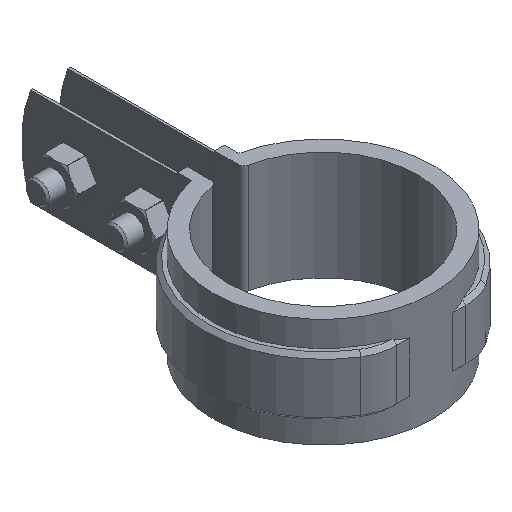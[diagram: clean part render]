
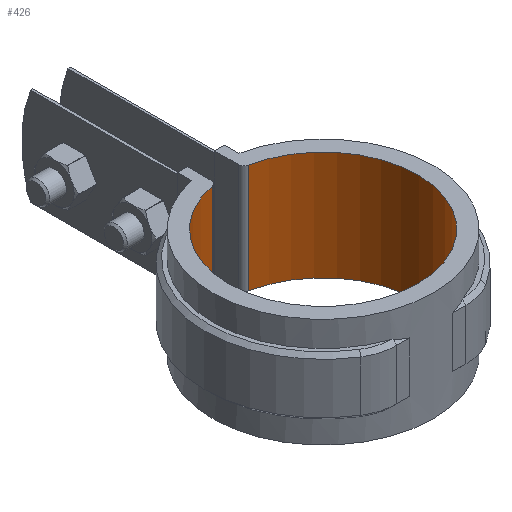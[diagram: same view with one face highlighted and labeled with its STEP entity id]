
A CAD part, isometric view. The second image highlights one B-rep face of the part: STEP entity #426.
In plain terms, the highlighted cylindrical face has radius 24.3 mm (diameter 48.6 mm), a partial arc.
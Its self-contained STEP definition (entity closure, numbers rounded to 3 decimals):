
#426 = ADVANCED_FACE( '', ( #768 ), #769, .F. );
#768 = FACE_OUTER_BOUND( '', #1831, .T. );
#769 = CYLINDRICAL_SURFACE( '', #1832, 24.3 );
#1831 = EDGE_LOOP( '', ( #4304, #4305, #4306, #4307 ) );
#1832 = AXIS2_PLACEMENT_3D( '', #4308, #4309, #4310 );
#4304 = ORIENTED_EDGE( '', *, *, #5528, .F. );
#4305 = ORIENTED_EDGE( '', *, *, #5525, .T. );
#4306 = ORIENTED_EDGE( '', *, *, #5522, .T. );
#4307 = ORIENTED_EDGE( '', *, *, #5529, .T. );
#4308 = CARTESIAN_POINT( '', ( 0., 0., -96.631 ) );
#4309 = DIRECTION( '', ( 0., 0., -1. ) );
#4310 = DIRECTION( '', ( -1., 0., 0. ) );
#5522 = EDGE_CURVE( '', #6343, #6341, #6344, .F. );
#5525 = EDGE_CURVE( '', #6348, #6343, #6349, .T. );
#5528 = EDGE_CURVE( '', #6348, #6353, #6354, .F. );
#5529 = EDGE_CURVE( '', #6341, #6353, #6355, .F. );
#6341 = VERTEX_POINT( '', #9746 );
#6343 = VERTEX_POINT( '', #9748 );
#6344 = CIRCLE( '', #9749, 24.3 );
#6348 = VERTEX_POINT( '', #9754 );
#6349 = LINE( '', #9755, #9756 );
#6353 = VERTEX_POINT( '', #9761 );
#6354 = CIRCLE( '', #9762, 24.3 );
#6355 = LINE( '', #9763, #9764 );
#9746 = CARTESIAN_POINT( '', ( 4.709, 23.839, 1.5 ) );
#9748 = CARTESIAN_POINT( '', ( -4.709, 23.839, 1.5 ) );
#9749 = AXIS2_PLACEMENT_3D( '', #10696, #10697, #10698 );
#9754 = CARTESIAN_POINT( '', ( -4.709, 23.839, -26.5 ) );
#9755 = CARTESIAN_POINT( '', ( -4.709, 23.839, -96.631 ) );
#9756 = VECTOR( '', #10703, 1000. );
#9761 = CARTESIAN_POINT( '', ( 4.709, 23.839, -26.5 ) );
#9762 = AXIS2_PLACEMENT_3D( '', #10708, #10709, #10710 );
#9763 = CARTESIAN_POINT( '', ( 4.709, 23.839, -96.631 ) );
#9764 = VECTOR( '', #10711, 1000. );
#10696 = CARTESIAN_POINT( '', ( 0., 0., 1.5 ) );
#10697 = DIRECTION( '', ( 0., 0., -1. ) );
#10698 = DIRECTION( '', ( -1., 0., 0. ) );
#10703 = DIRECTION( '', ( 0., 0., 1. ) );
#10708 = CARTESIAN_POINT( '', ( 0., 0., -26.5 ) );
#10709 = DIRECTION( '', ( 0., 0., -1. ) );
#10710 = DIRECTION( '', ( -1., 0., 0. ) );
#10711 = DIRECTION( '', ( 0., 0., 1. ) );
